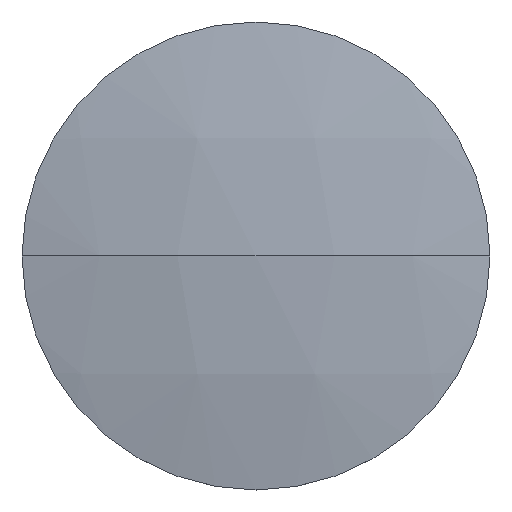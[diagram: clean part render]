
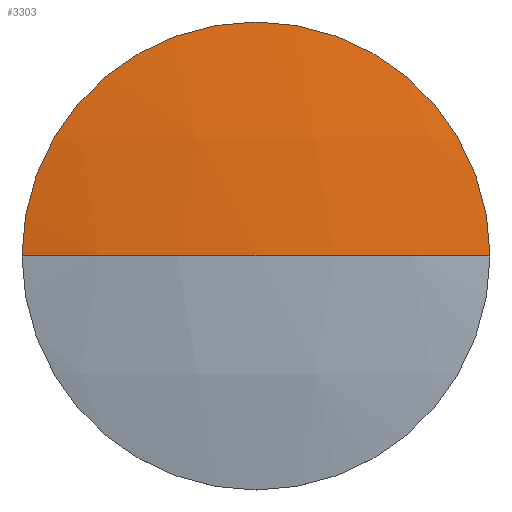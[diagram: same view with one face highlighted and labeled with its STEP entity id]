
A CAD part, top view. The second image highlights one B-rep face of the part: STEP entity #3303.
In plain terms, the highlighted spherical face has radius 150 mm.
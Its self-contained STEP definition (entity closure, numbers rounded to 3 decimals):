
#81 = EDGE_CURVE ( 'NONE', #3800, #600, #4560, .T. ) ;
#203 = CARTESIAN_POINT ( 'NONE',  ( 0., 0., 1. ) ) ;
#600 = VERTEX_POINT ( 'NONE', #3320 ) ;
#627 = FACE_OUTER_BOUND ( 'NONE', #9603, .T. ) ;
#1006 = DIRECTION ( 'NONE',  ( 0., 0., 1. ) ) ;
#1384 = AXIS2_PLACEMENT_3D ( 'NONE', #4901, #8069, #4198 ) ;
#2487 = ORIENTED_EDGE ( 'NONE', *, *, #81, .F. ) ;
#2593 = CARTESIAN_POINT ( 'NONE',  ( 30., 0., 1. ) ) ;
#2632 = DIRECTION ( 'NONE',  ( 1., 0., 0. ) ) ;
#2660 = DIRECTION ( 'NONE',  ( 0., -1., 0. ) ) ;
#3290 = DIRECTION ( 'NONE',  ( 0., 1., 0. ) ) ;
#3303 = ADVANCED_FACE ( 'NONE', ( #627 ), #6608, .T. ) ;
#3320 = CARTESIAN_POINT ( 'NONE',  ( 0., 0., 4.031 ) ) ;
#3635 = AXIS2_PLACEMENT_3D ( 'NONE', #8632, #3290, #4079 ) ;
#3682 = CIRCLE ( 'NONE', #1384, 150. ) ;
#3800 = VERTEX_POINT ( 'NONE', #2593 ) ;
#4079 = DIRECTION ( 'NONE',  ( 1., 0., 0. ) ) ;
#4198 = DIRECTION ( 'NONE',  ( -1., 0., 0. ) ) ;
#4319 = EDGE_CURVE ( 'NONE', #7523, #600, #3682, .T. ) ;
#4560 = CIRCLE ( 'NONE', #8801, 150. ) ;
#4768 = EDGE_CURVE ( 'NONE', #3800, #7523, #9572, .T. ) ;
#4825 = DIRECTION ( 'NONE',  ( -1., 0., 0. ) ) ;
#4901 = CARTESIAN_POINT ( 'NONE',  ( 0., 0., -145.969 ) ) ;
#6608 = SPHERICAL_SURFACE ( 'NONE', #3635, 150. ) ;
#6708 = ORIENTED_EDGE ( 'NONE', *, *, #4319, .T. ) ;
#7183 = CARTESIAN_POINT ( 'NONE',  ( 0., 0., -145.969 ) ) ;
#7509 = CARTESIAN_POINT ( 'NONE',  ( -30., 0., 1. ) ) ;
#7523 = VERTEX_POINT ( 'NONE', #7509 ) ;
#8069 = DIRECTION ( 'NONE',  ( 0., 1., 0. ) ) ;
#8632 = CARTESIAN_POINT ( 'NONE',  ( 0., 0., -145.969 ) ) ;
#8801 = AXIS2_PLACEMENT_3D ( 'NONE', #7183, #2660, #2632 ) ;
#9265 = AXIS2_PLACEMENT_3D ( 'NONE', #203, #1006, #4825 ) ;
#9548 = ORIENTED_EDGE ( 'NONE', *, *, #4768, .T. ) ;
#9572 = CIRCLE ( 'NONE', #9265, 30. ) ;
#9603 = EDGE_LOOP ( 'NONE', ( #9548, #6708, #2487 ) ) ;
